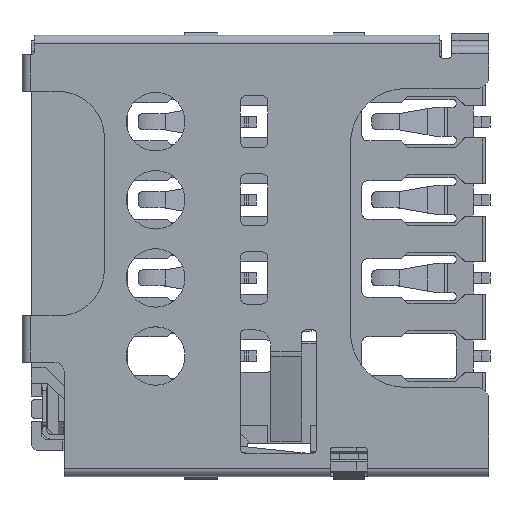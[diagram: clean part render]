
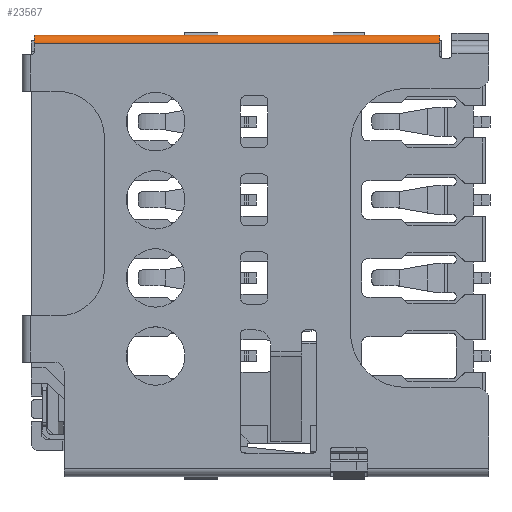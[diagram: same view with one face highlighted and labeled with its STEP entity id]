
A CAD part, top view. The second image highlights one B-rep face of the part: STEP entity #23567.
In plain terms, the highlighted cylindrical face has radius 0.27 mm (diameter 0.54 mm), a partial arc.
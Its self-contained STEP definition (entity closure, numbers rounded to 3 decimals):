
#679=CIRCLE('',#25296,0.27);
#680=CIRCLE('',#25298,0.27);
#946=CYLINDRICAL_SURFACE('',#25297,0.27);
#2072=FACE_OUTER_BOUND('',#3319,.T.);
#3319=EDGE_LOOP('',(#20939,#20940,#20941,#20942));
#5744=LINE('',#37369,#8579);
#5899=LINE('',#37889,#8734);
#8579=VECTOR('',#30251,13.18);
#8734=VECTOR('',#30698,13.18);
#10872=VERTEX_POINT('',#37366);
#10873=VERTEX_POINT('',#37368);
#11091=VERTEX_POINT('',#37886);
#11092=VERTEX_POINT('',#37888);
#13996=EDGE_CURVE('',#10873,#10872,#5744,.T.);
#14257=EDGE_CURVE('',#11091,#11092,#5899,.T.);
#14514=EDGE_CURVE('',#11092,#10872,#679,.T.);
#14516=EDGE_CURVE('',#10873,#11091,#680,.T.);
#20939=ORIENTED_EDGE('',*,*,#14514,.F.);
#20940=ORIENTED_EDGE('',*,*,#14257,.F.);
#20941=ORIENTED_EDGE('',*,*,#14516,.F.);
#20942=ORIENTED_EDGE('',*,*,#13996,.T.);
#23567=ADVANCED_FACE('',(#2072),#946,.T.);
#25296=AXIS2_PLACEMENT_3D('',#38399,#31261,#31262);
#25297=AXIS2_PLACEMENT_3D('',#38401,#31264,#31265);
#25298=AXIS2_PLACEMENT_3D('',#38402,#31266,#31267);
#30251=DIRECTION('',(-1.,0.,0.));
#30698=DIRECTION('',(-1.,0.,0.));
#31261=DIRECTION('center_axis',(-1.,0.,0.));
#31262=DIRECTION('ref_axis',(0.,0.,1.));
#31264=DIRECTION('center_axis',(-1.,0.,0.));
#31265=DIRECTION('ref_axis',(0.,0.,1.));
#31266=DIRECTION('center_axis',(1.,0.,0.));
#31267=DIRECTION('ref_axis',(0.,1.,0.));
#37366=CARTESIAN_POINT('',(-7.285,6.6,0.93));
#37368=CARTESIAN_POINT('',(5.895,6.6,0.93));
#37369=CARTESIAN_POINT('',(5.895,6.6,0.93));
#37886=CARTESIAN_POINT('',(5.895,6.33,1.2));
#37888=CARTESIAN_POINT('',(-7.285,6.33,1.2));
#37889=CARTESIAN_POINT('',(5.895,6.33,1.2));
#38399=CARTESIAN_POINT('Origin',(-7.285,6.33,0.93));
#38401=CARTESIAN_POINT('Origin',(27.376,6.33,0.93));
#38402=CARTESIAN_POINT('Origin',(5.895,6.33,0.93));
